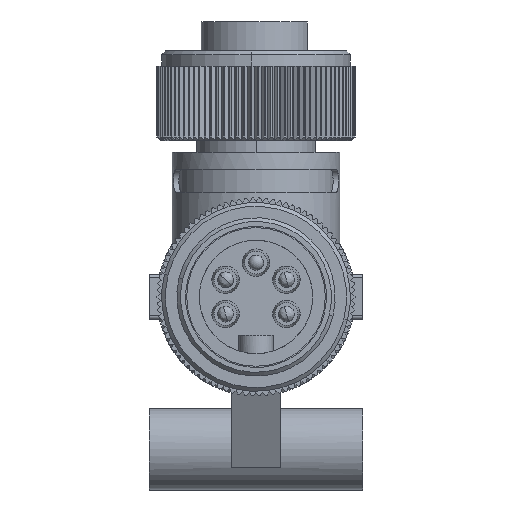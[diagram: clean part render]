
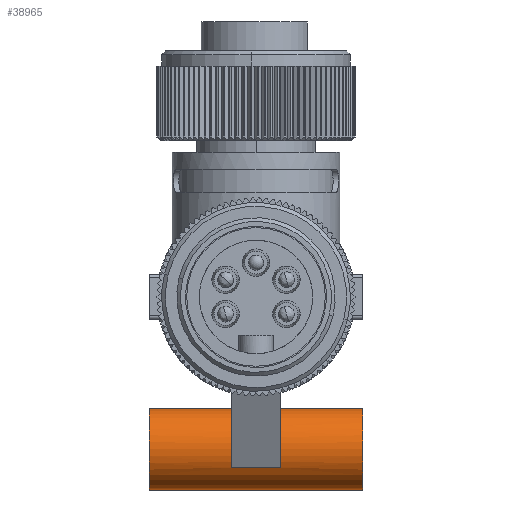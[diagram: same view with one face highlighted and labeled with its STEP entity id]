
A CAD part, front view. The second image highlights one B-rep face of the part: STEP entity #38965.
In plain terms, the highlighted cylindrical face has radius 5.35 mm (diameter 10.7 mm), a partial arc.
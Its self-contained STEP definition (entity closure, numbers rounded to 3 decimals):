
#14095=DIRECTION('',(1.,0.,0.));
#14096=VECTOR('',#14095,28.);
#14097=CARTESIAN_POINT('',(-14.,0.,-25.35));
#14098=LINE('',#14097,#14096);
#14099=DIRECTION('',(-1.,0.,0.));
#14100=VECTOR('',#14099,28.);
#14101=CARTESIAN_POINT('',(14.,0.,-14.65));
#14102=LINE('',#14101,#14100);
#14108=CARTESIAN_POINT('',(-14.,0.,-20.));
#14109=DIRECTION('',(1.,0.,0.));
#14110=DIRECTION('',(0.,0.,1.));
#14111=AXIS2_PLACEMENT_3D('',#14108,#14109,#14110);
#14123=DIRECTION('',(1.,0.,0.));
#14124=VECTOR('',#14123,6.5);
#14125=CARTESIAN_POINT('',(-3.25,-4.782,-22.399));
#14126=LINE('',#14125,#14124);
#14127=CARTESIAN_POINT('',(14.,0.,-20.));
#14128=DIRECTION('',(-1.,0.,0.));
#14129=DIRECTION('',(0.,0.,-1.));
#14130=AXIS2_PLACEMENT_3D('',#14127,#14128,#14129);
#14219=CARTESIAN_POINT('',(3.25,0.,-20.));
#14220=DIRECTION('',(1.,0.,0.));
#14221=DIRECTION('',(0.,-0.82,0.572));
#14222=AXIS2_PLACEMENT_3D('',#14219,#14220,#14221);
#14233=DIRECTION('',(1.,0.,0.));
#14234=VECTOR('',#14233,6.5);
#14235=CARTESIAN_POINT('',(-3.25,-4.388,-16.939));
#14236=LINE('',#14235,#14234);
#14250=CARTESIAN_POINT('',(-3.25,0.,-20.));
#14251=DIRECTION('',(-1.,0.,0.));
#14252=DIRECTION('',(0.,-0.894,-0.448));
#14253=AXIS2_PLACEMENT_3D('',#14250,#14251,#14252);
#17657=CARTESIAN_POINT('',(3.25,-4.388,-16.939));
#17658=CARTESIAN_POINT('',(3.25,-4.782,-22.399));
#17659=VERTEX_POINT('',#17657);
#17660=VERTEX_POINT('',#17658);
#17661=CARTESIAN_POINT('',(-3.25,-4.782,-22.399));
#17662=CARTESIAN_POINT('',(-3.25,-4.388,-16.939));
#17663=VERTEX_POINT('',#17661);
#17664=VERTEX_POINT('',#17662);
#17665=CARTESIAN_POINT('',(14.,0.,-14.65));
#17666=CARTESIAN_POINT('',(-14.,0.,-14.65));
#17667=VERTEX_POINT('',#17665);
#17668=VERTEX_POINT('',#17666);
#17669=CARTESIAN_POINT('',(-14.,0.,-25.35));
#17670=CARTESIAN_POINT('',(14.,0.,-25.35));
#17671=VERTEX_POINT('',#17669);
#17672=VERTEX_POINT('',#17670);
#38944=CARTESIAN_POINT('',(-14.56,0.,-20.));
#38945=DIRECTION('',(1.,0.,0.));
#38946=DIRECTION('',(0.,0.,-1.));
#38947=AXIS2_PLACEMENT_3D('',#38944,#38945,#38946);
#38948=CYLINDRICAL_SURFACE('',#38947,5.35);
#38949=ORIENTED_EDGE('',*,*,#38916,.F.);
#38951=ORIENTED_EDGE('',*,*,#38950,.F.);
#38952=ORIENTED_EDGE('',*,*,#38912,.F.);
#38953=ORIENTED_EDGE('',*,*,#38933,.F.);
#38954=EDGE_LOOP('',(#38949,#38951,#38952,#38953));
#38955=FACE_OUTER_BOUND('',#38954,.F.);
#38956=ORIENTED_EDGE('',*,*,#25192,.T.);
#38958=ORIENTED_EDGE('',*,*,#38957,.F.);
#38960=ORIENTED_EDGE('',*,*,#38959,.F.);
#38962=ORIENTED_EDGE('',*,*,#38961,.F.);
#38963=EDGE_LOOP('',(#38956,#38958,#38960,#38962));
#38964=FACE_BOUND('',#38963,.F.);
#38965=ADVANCED_FACE('',(#38955,#38964),#38948,.T.);
#14112=CIRCLE('',#14111,5.35);
#14131=CIRCLE('',#14130,5.35);
#14223=CIRCLE('',#14222,5.35);
#14254=CIRCLE('',#14253,5.35);
#25192=EDGE_CURVE('',#17663,#17660,#14126,.T.);
#38912=EDGE_CURVE('',#17671,#17672,#14098,.T.);
#38916=EDGE_CURVE('',#17667,#17668,#14102,.T.);
#38933=EDGE_CURVE('',#17668,#17671,#14112,.T.);
#38950=EDGE_CURVE('',#17672,#17667,#14131,.T.);
#38957=EDGE_CURVE('',#17659,#17660,#14223,.T.);
#38959=EDGE_CURVE('',#17664,#17659,#14236,.T.);
#38961=EDGE_CURVE('',#17663,#17664,#14254,.T.);
